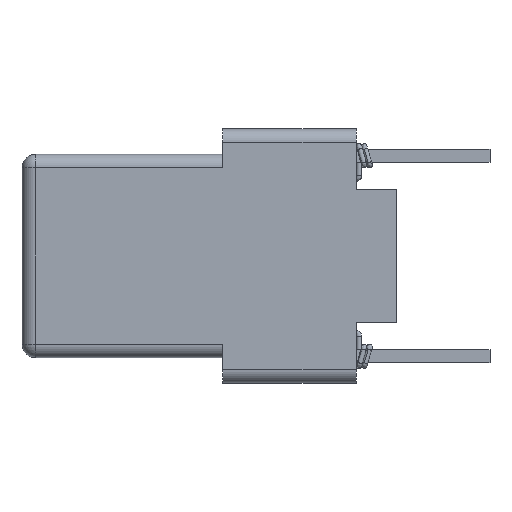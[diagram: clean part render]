
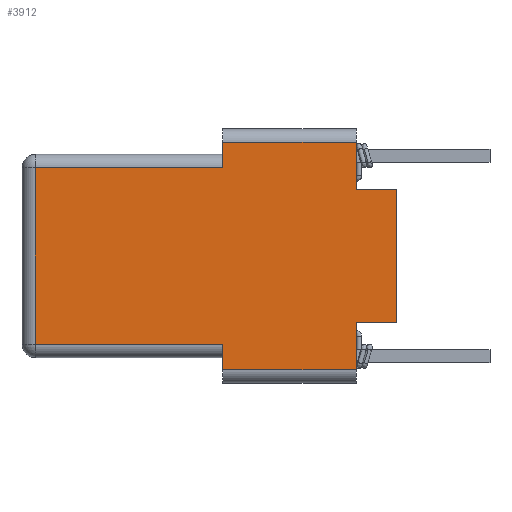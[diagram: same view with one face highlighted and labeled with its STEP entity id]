
A CAD part, left-side view. The second image highlights one B-rep face of the part: STEP entity #3912.
In plain terms, the highlighted planar face has unit normal (-1, 0, 0).
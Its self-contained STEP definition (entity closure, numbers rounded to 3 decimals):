
#252=DIRECTION('',(0.,1.,0.));
#253=VECTOR('',#252,1.5);
#254=CARTESIAN_POINT('',(-6.5,-7.6,2.5));
#255=LINE('',#254,#253);
#268=DIRECTION('',(0.,0.,1.));
#269=VECTOR('',#268,5.);
#270=CARTESIAN_POINT('',(-6.5,-7.6,-2.5));
#271=LINE('',#270,#269);
#408=DIRECTION('',(0.,0.,-1.));
#409=VECTOR('',#408,6.6);
#410=CARTESIAN_POINT('',(-6.5,5.9,3.3));
#411=LINE('',#410,#409);
#486=DIRECTION('',(0.,1.,0.));
#487=VECTOR('',#486,7.);
#488=CARTESIAN_POINT('',(-6.5,-1.1,3.3));
#489=LINE('',#488,#487);
#490=DIRECTION('',(0.,0.,1.));
#491=VECTOR('',#490,0.95);
#492=CARTESIAN_POINT('',(-6.5,-1.1,3.3));
#493=LINE('',#492,#491);
#494=DIRECTION('',(0.,0.,-1.));
#495=VECTOR('',#494,1.75);
#496=CARTESIAN_POINT('',(-6.5,-6.1,4.25));
#497=LINE('',#496,#495);
#498=DIRECTION('',(0.,1.,0.));
#499=VECTOR('',#498,1.5);
#500=CARTESIAN_POINT('',(-6.5,-7.6,-2.5));
#501=LINE('',#500,#499);
#502=DIRECTION('',(0.,0.,-1.));
#503=VECTOR('',#502,1.75);
#504=CARTESIAN_POINT('',(-6.5,-6.1,-2.5));
#505=LINE('',#504,#503);
#506=DIRECTION('',(0.,0.,1.));
#507=VECTOR('',#506,0.95);
#508=CARTESIAN_POINT('',(-6.5,-1.1,-4.25));
#509=LINE('',#508,#507);
#514=DIRECTION('',(0.,1.,0.));
#515=VECTOR('',#514,5.);
#516=CARTESIAN_POINT('',(-6.5,-6.1,4.25));
#517=LINE('',#516,#515);
#534=DIRECTION('',(0.,-1.,0.));
#535=VECTOR('',#534,5.);
#536=CARTESIAN_POINT('',(-6.5,-1.1,-4.25));
#537=LINE('',#536,#535);
#620=DIRECTION('',(0.,-1.,0.));
#621=VECTOR('',#620,7.);
#622=CARTESIAN_POINT('',(-6.5,5.9,-3.3));
#623=LINE('',#622,#621);
#2600=CARTESIAN_POINT('',(-6.5,-6.1,2.5));
#2601=VERTEX_POINT('',#2600);
#2602=CARTESIAN_POINT('',(-6.5,-6.1,4.25));
#2603=VERTEX_POINT('',#2602);
#2628=CARTESIAN_POINT('',(-6.5,-7.6,2.5));
#2629=VERTEX_POINT('',#2628);
#2630=CARTESIAN_POINT('',(-6.5,-7.6,-2.5));
#2631=VERTEX_POINT('',#2630);
#2632=CARTESIAN_POINT('',(-6.5,-6.1,-2.5));
#2633=VERTEX_POINT('',#2632);
#2642=CARTESIAN_POINT('',(-6.5,-6.1,-4.25));
#2643=VERTEX_POINT('',#2642);
#2684=CARTESIAN_POINT('',(-6.5,5.9,3.3));
#2685=VERTEX_POINT('',#2684);
#2686=CARTESIAN_POINT('',(-6.5,5.9,-3.3));
#2687=VERTEX_POINT('',#2686);
#2700=CARTESIAN_POINT('',(-6.5,-1.1,4.25));
#2701=VERTEX_POINT('',#2700);
#2702=CARTESIAN_POINT('',(-6.5,-1.1,3.3));
#2703=VERTEX_POINT('',#2702);
#2704=CARTESIAN_POINT('',(-6.5,-1.1,-4.25));
#2705=VERTEX_POINT('',#2704);
#2706=CARTESIAN_POINT('',(-6.5,-1.1,-3.3));
#2707=VERTEX_POINT('',#2706);
#3889=CARTESIAN_POINT('',(-6.5,-6.1,-3.8));
#3890=DIRECTION('',(-1.,0.,0.));
#3891=DIRECTION('',(0.,0.,1.));
#3892=AXIS2_PLACEMENT_3D('',#3889,#3890,#3891);
#3893=PLANE('',#3892);
#3894=ORIENTED_EDGE('',*,*,#3725,.F.);
#3895=ORIENTED_EDGE('',*,*,#3877,.F.);
#3896=ORIENTED_EDGE('',*,*,#3835,.T.);
#3898=ORIENTED_EDGE('',*,*,#3897,.F.);
#3899=ORIENTED_EDGE('',*,*,#3417,.T.);
#3900=ORIENTED_EDGE('',*,*,#3470,.F.);
#3901=ORIENTED_EDGE('',*,*,#3491,.F.);
#3902=ORIENTED_EDGE('',*,*,#3510,.T.);
#3903=ORIENTED_EDGE('',*,*,#3542,.T.);
#3905=ORIENTED_EDGE('',*,*,#3904,.F.);
#3907=ORIENTED_EDGE('',*,*,#3906,.T.);
#3909=ORIENTED_EDGE('',*,*,#3908,.F.);
#3910=EDGE_LOOP('',(#3894,#3895,#3896,#3898,#3899,#3900,#3901,#3902,#3903,#3905,
#3907,#3909));
#3911=FACE_OUTER_BOUND('',#3910,.F.);
#3417=EDGE_CURVE('',#2603,#2601,#497,.T.);
#3470=EDGE_CURVE('',#2629,#2601,#255,.T.);
#3491=EDGE_CURVE('',#2631,#2629,#271,.T.);
#3510=EDGE_CURVE('',#2631,#2633,#501,.T.);
#3542=EDGE_CURVE('',#2633,#2643,#505,.T.);
#3725=EDGE_CURVE('',#2685,#2687,#411,.T.);
#3835=EDGE_CURVE('',#2703,#2701,#493,.T.);
#3877=EDGE_CURVE('',#2703,#2685,#489,.T.);
#3897=EDGE_CURVE('',#2603,#2701,#517,.T.);
#3904=EDGE_CURVE('',#2705,#2643,#537,.T.);
#3906=EDGE_CURVE('',#2705,#2707,#509,.T.);
#3908=EDGE_CURVE('',#2687,#2707,#623,.T.);
#3912=ADVANCED_FACE('',(#3911),#3893,.T.);
